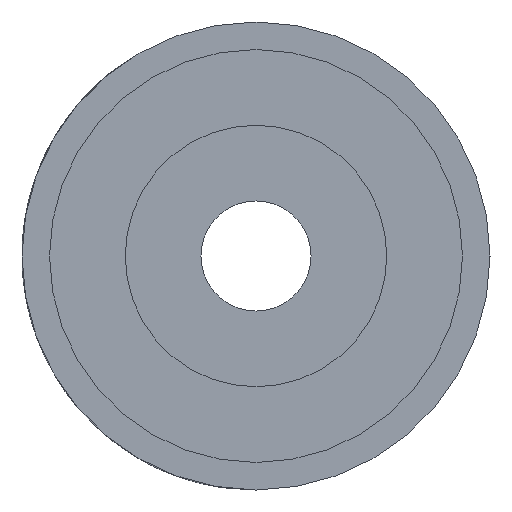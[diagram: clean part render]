
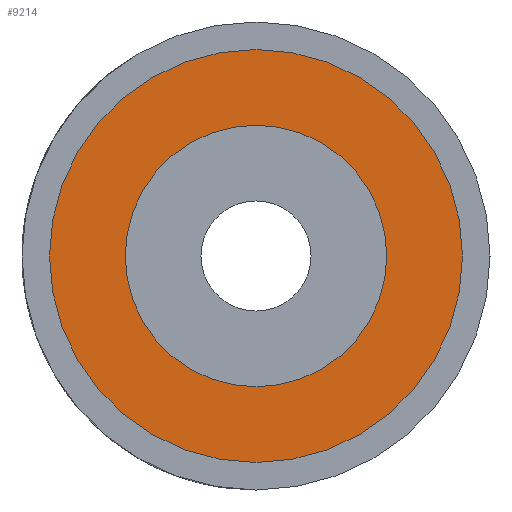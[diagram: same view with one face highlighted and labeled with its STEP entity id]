
A CAD part, left-side view. The second image highlights one B-rep face of the part: STEP entity #9214.
In plain terms, the highlighted planar face has unit normal (-1, 0, 0).
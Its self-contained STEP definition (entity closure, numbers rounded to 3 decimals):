
#56 = CARTESIAN_POINT ( 'NONE',  ( 0., 0., 0. ) ) ;
#194 = DIRECTION ( 'NONE',  ( 0., 0., -1. ) ) ;
#466 = ORIENTED_EDGE ( 'NONE', *, *, #3163, .F. ) ;
#639 = EDGE_LOOP ( 'NONE', ( #8388, #2262 ) ) ;
#775 = EDGE_CURVE ( 'NONE', #9155, #1026, #4185, .T. ) ;
#789 = DIRECTION ( 'NONE',  ( 0., 0., 1. ) ) ;
#793 = CARTESIAN_POINT ( 'NONE',  ( 0., 0., 4.75 ) ) ;
#1026 = VERTEX_POINT ( 'NONE', #4222 ) ;
#1412 = DIRECTION ( 'NONE',  ( 0., 0., -1. ) ) ;
#1505 = DIRECTION ( 'NONE',  ( 1., 0., 0. ) ) ;
#2165 = DIRECTION ( 'NONE',  ( -1., 0., 0. ) ) ;
#2180 = CIRCLE ( 'NONE', #5427, 4.75 ) ;
#2262 = ORIENTED_EDGE ( 'NONE', *, *, #775, .T. ) ;
#2330 = AXIS2_PLACEMENT_3D ( 'NONE', #56, #2929, #789 ) ;
#2852 = EDGE_LOOP ( 'NONE', ( #5012, #466 ) ) ;
#2929 = DIRECTION ( 'NONE',  ( -1., 0., 0. ) ) ;
#3163 = EDGE_CURVE ( 'NONE', #8519, #4148, #2180, .T. ) ;
#4148 = VERTEX_POINT ( 'NONE', #793 ) ;
#4185 = CIRCLE ( 'NONE', #2330, 7.5 ) ;
#4222 = CARTESIAN_POINT ( 'NONE',  ( 0., 0., 7.5 ) ) ;
#4518 = FACE_OUTER_BOUND ( 'NONE', #639, .T. ) ;
#4773 = CIRCLE ( 'NONE', #9398, 7.5 ) ;
#4947 = CARTESIAN_POINT ( 'NONE',  ( 0., 0., -7.5 ) ) ;
#5012 = ORIENTED_EDGE ( 'NONE', *, *, #8764, .F. ) ;
#5144 = CARTESIAN_POINT ( 'NONE',  ( 0., 0., 0. ) ) ;
#5240 = FACE_BOUND ( 'NONE', #2852, .T. ) ;
#5427 = AXIS2_PLACEMENT_3D ( 'NONE', #6718, #6622, #8161 ) ;
#5505 = CARTESIAN_POINT ( 'NONE',  ( 0., 0., -4.75 ) ) ;
#6622 = DIRECTION ( 'NONE',  ( -1., 0., 0. ) ) ;
#6718 = CARTESIAN_POINT ( 'NONE',  ( 0., 0., 0. ) ) ;
#6786 = CIRCLE ( 'NONE', #8937, 4.75 ) ;
#6846 = CARTESIAN_POINT ( 'NONE',  ( 0., 0., 0. ) ) ;
#6878 = DIRECTION ( 'NONE',  ( -1., 0., 0. ) ) ;
#8029 = AXIS2_PLACEMENT_3D ( 'NONE', #5144, #1505, #1412 ) ;
#8046 = PLANE ( 'NONE',  #8029 ) ;
#8161 = DIRECTION ( 'NONE',  ( 0., 0., -1. ) ) ;
#8215 = EDGE_CURVE ( 'NONE', #1026, #9155, #4773, .T. ) ;
#8367 = CARTESIAN_POINT ( 'NONE',  ( 0., 0., 0. ) ) ;
#8388 = ORIENTED_EDGE ( 'NONE', *, *, #8215, .T. ) ;
#8458 = DIRECTION ( 'NONE',  ( 0., 0., 1. ) ) ;
#8519 = VERTEX_POINT ( 'NONE', #5505 ) ;
#8764 = EDGE_CURVE ( 'NONE', #4148, #8519, #6786, .T. ) ;
#8937 = AXIS2_PLACEMENT_3D ( 'NONE', #6846, #2165, #194 ) ;
#9155 = VERTEX_POINT ( 'NONE', #4947 ) ;
#9214 = ADVANCED_FACE ( 'NONE', ( #5240, #4518 ), #8046, .F. ) ;
#9398 = AXIS2_PLACEMENT_3D ( 'NONE', #8367, #6878, #8458 ) ;
